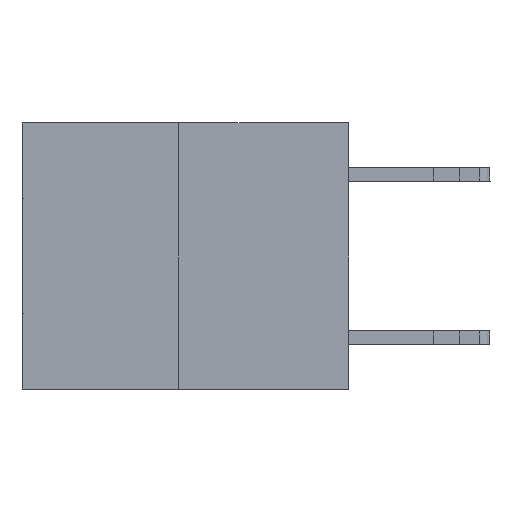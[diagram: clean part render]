
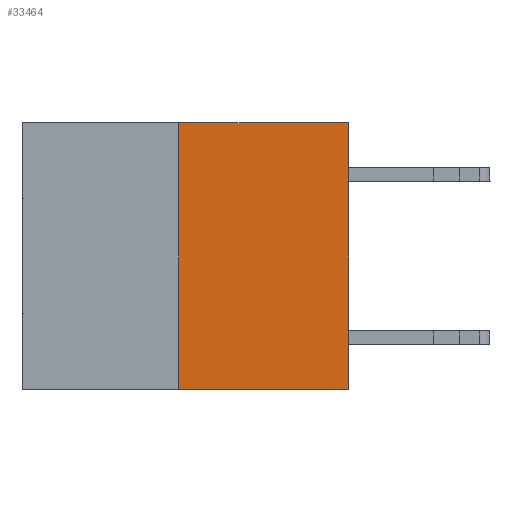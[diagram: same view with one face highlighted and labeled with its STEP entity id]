
A CAD part, left-side view. The second image highlights one B-rep face of the part: STEP entity #33464.
In plain terms, the highlighted planar face has unit normal (-1, 0, 0).
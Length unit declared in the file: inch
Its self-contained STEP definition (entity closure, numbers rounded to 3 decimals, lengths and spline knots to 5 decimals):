
#2288 = VECTOR ( 'NONE', #21779, 39.37008 ) ;
#2665 = EDGE_LOOP ( 'NONE', ( #12991, #26803, #5692, #26789 ) ) ;
#2932 = EDGE_CURVE ( 'NONE', #16734, #21101, #12632, .T. ) ;
#3173 = EDGE_CURVE ( 'NONE', #16734, #27847, #33106, .T. ) ;
#4392 = VERTEX_POINT ( 'NONE', #17467 ) ;
#5692 = ORIENTED_EDGE ( 'NONE', *, *, #6735, .T. ) ;
#6735 = EDGE_CURVE ( 'NONE', #21101, #4392, #32756, .T. ) ;
#7402 = VECTOR ( 'NONE', #21157, 39.37008 ) ;
#9655 = CARTESIAN_POINT ( 'NONE',  ( 0., 0.312, 0. ) ) ;
#10896 = CARTESIAN_POINT ( 'NONE',  ( 0., 0., 0. ) ) ;
#11309 = DIRECTION ( 'NONE',  ( 0., 0., -1. ) ) ;
#12632 = LINE ( 'NONE', #30262, #25739 ) ;
#12991 = ORIENTED_EDGE ( 'NONE', *, *, #3173, .F. ) ;
#13978 = CARTESIAN_POINT ( 'NONE',  ( 0., 0., -0.49 ) ) ;
#14855 = DIRECTION ( 'NONE',  ( 0., -1., 0. ) ) ;
#16199 = FACE_OUTER_BOUND ( 'NONE', #2665, .T. ) ;
#16734 = VERTEX_POINT ( 'NONE', #23900 ) ;
#17467 = CARTESIAN_POINT ( 'NONE',  ( 0., 0., 0. ) ) ;
#18710 = AXIS2_PLACEMENT_3D ( 'NONE', #24204, #26980, #11309 ) ;
#21101 = VERTEX_POINT ( 'NONE', #13978 ) ;
#21157 = DIRECTION ( 'NONE',  ( 0., 0., 1. ) ) ;
#21217 = VECTOR ( 'NONE', #28532, 39.37008 ) ;
#21779 = DIRECTION ( 'NONE',  ( 0., -1., 0. ) ) ;
#22369 = EDGE_CURVE ( 'NONE', #27847, #4392, #33370, .T. ) ;
#23900 = CARTESIAN_POINT ( 'NONE',  ( 0., 0.312, -0.49 ) ) ;
#24070 = CARTESIAN_POINT ( 'NONE',  ( 0., 0.6, 0. ) ) ;
#24204 = CARTESIAN_POINT ( 'NONE',  ( 0., 0.6, 0. ) ) ;
#25739 = VECTOR ( 'NONE', #14855, 39.37008 ) ;
#26402 = CARTESIAN_POINT ( 'NONE',  ( 0., 0.312, -0.49 ) ) ;
#26789 = ORIENTED_EDGE ( 'NONE', *, *, #22369, .F. ) ;
#26803 = ORIENTED_EDGE ( 'NONE', *, *, #2932, .T. ) ;
#26980 = DIRECTION ( 'NONE',  ( 1., 0., 0. ) ) ;
#27094 = PLANE ( 'NONE',  #18710 ) ;
#27847 = VERTEX_POINT ( 'NONE', #9655 ) ;
#28532 = DIRECTION ( 'NONE',  ( 0., 0., 1. ) ) ;
#30262 = CARTESIAN_POINT ( 'NONE',  ( 0., 0.6, -0.49 ) ) ;
#32756 = LINE ( 'NONE', #10896, #7402 ) ;
#33106 = LINE ( 'NONE', #26402, #21217 ) ;
#33370 = LINE ( 'NONE', #24070, #2288 ) ;
#33464 = ADVANCED_FACE ( 'NONE', ( #16199 ), #27094, .F. ) ;
